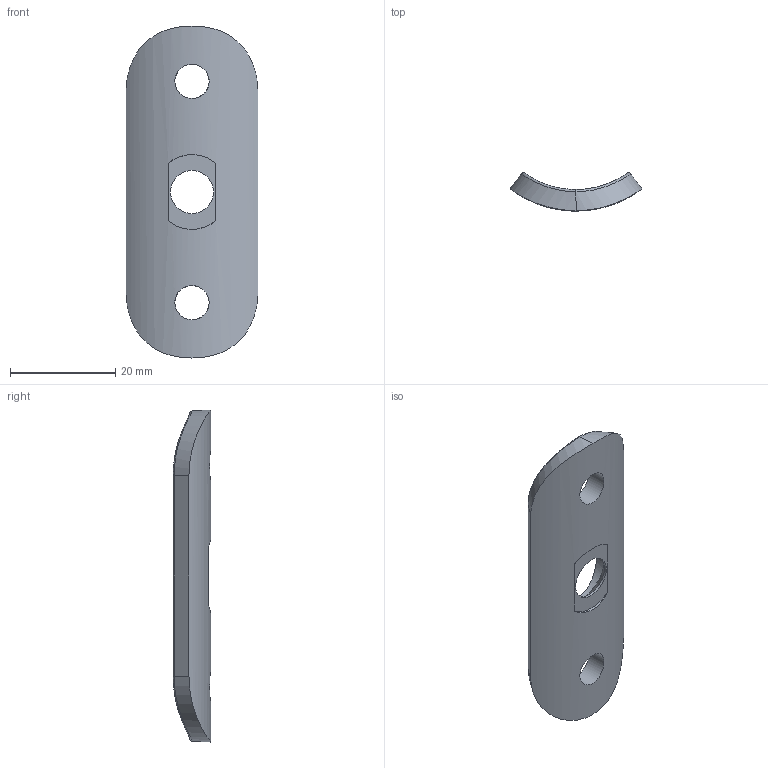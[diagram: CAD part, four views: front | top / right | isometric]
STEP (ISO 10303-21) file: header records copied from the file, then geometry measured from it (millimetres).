
FILE_DESCRIPTION (( 'STEP AP203' ), '1' );
FILE_NAME ('50223-ST-33.step', '2024-05-13T09:03:01', ( '' ), ( '' ), 'SwSTEP 2.0', 'SolidWorks 2018', '' );
FILE_SCHEMA (( 'CONFIG_CONTROL_DESIGN' ));
Length unit declared in the file: millimetre
Products named in the file (1): 50223-ST-33
Bounding box: 25 x 7.17 x 63 mm (x, y, z)
Volume: 4892.6 mm3; surface area: 3398.6 mm2
Topology: 1 solids, 1 shells, 278 faces, 748 edges, 496 vertices
Faces by surface type: bspline 138, plane 102, cylinder 37, cone 1
Full cylindrical faces by diameter (mm): 6.5 x2, 8.2 x1, 12.5 x1
Entity records: 14998 total; most frequent: CARTESIAN_POINT 8903, ORIENTED_EDGE 1486, DIRECTION 813, EDGE_CURVE 743, VERTEX_POINT 496, LINE 337, VECTOR 337, EDGE_LOOP 313
